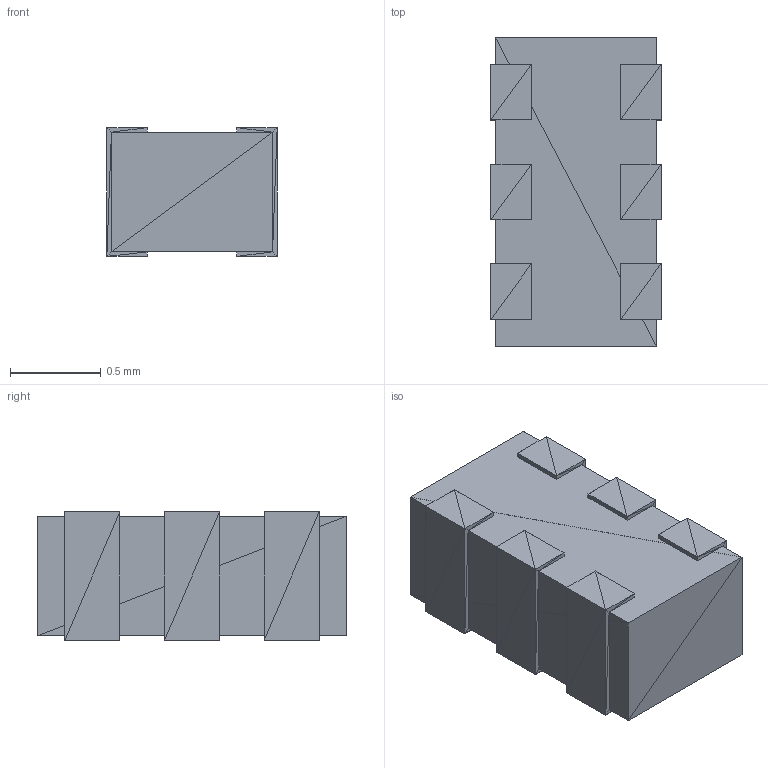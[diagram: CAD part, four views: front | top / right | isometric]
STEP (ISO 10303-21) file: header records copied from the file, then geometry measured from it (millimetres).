
FILE_DESCRIPTION(('STEP AP214'),'1');
FILE_NAME('HHM-6_1P6X0P8','2017-02-14T08:35:02',(''),(''),'','','');
FILE_SCHEMA(('AUTOMOTIVE_DESIGN'));
Length unit declared in the file: millimetre
Products named in the file (1): product
Bounding box: 0.94 x 1.7 x 0.71 mm (x, y, z)
Surface area: 10.9 mm2 (no closed solid volume)
Topology: 0 solids, 180 shells, 180 faces, 540 edges, 540 vertices
Faces by surface type: plane 180
Entity records: 5999 total; most frequent: CARTESIAN_POINT 1261, DIRECTION 902, ORIENTED_EDGE 540, EDGE_CURVE 540, VERTEX_POINT 540, LINE 540, VECTOR 540, AXIS2_PLACEMENT_3D 181
